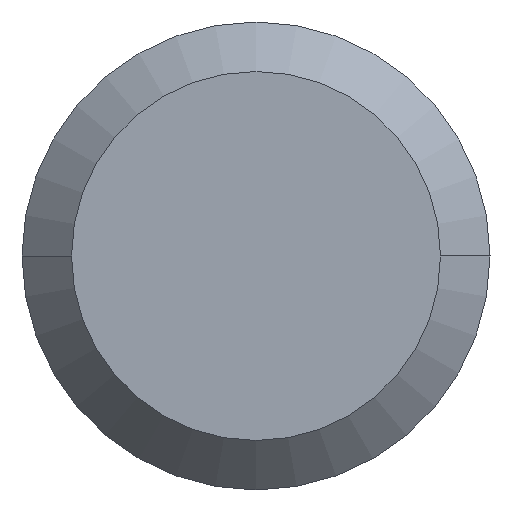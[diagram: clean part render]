
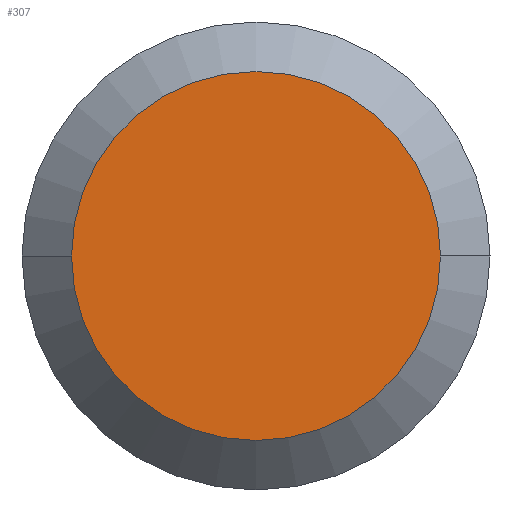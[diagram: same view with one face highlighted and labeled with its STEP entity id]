
A CAD part, left-side view. The second image highlights one B-rep face of the part: STEP entity #307.
In plain terms, the highlighted planar face has unit normal (-1, 0, 0).
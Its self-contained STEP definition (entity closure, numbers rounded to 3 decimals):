
#64 = VERTEX_POINT ( 'NONE', #200 ) ;
#116 = ORIENTED_EDGE ( 'NONE', *, *, #171, .F. ) ;
#126 = PLANE ( 'NONE',  #386 ) ;
#145 = EDGE_CURVE ( 'NONE', #341, #64, #342, .T. ) ;
#171 = EDGE_CURVE ( 'NONE', #64, #341, #345, .T. ) ;
#178 = EDGE_LOOP ( 'NONE', ( #417, #116 ) ) ;
#192 = CARTESIAN_POINT ( 'NONE',  ( 0., 2.365, 0. ) ) ;
#200 = CARTESIAN_POINT ( 'NONE',  ( 0., -2.365, 0. ) ) ;
#201 = DIRECTION ( 'NONE',  ( 0., 1., 0. ) ) ;
#219 = DIRECTION ( 'NONE',  ( 0., -1., 0. ) ) ;
#269 = DIRECTION ( 'NONE',  ( 1., 0., 0. ) ) ;
#284 = CARTESIAN_POINT ( 'NONE',  ( 0., 0., 0. ) ) ;
#307 = ADVANCED_FACE ( 'NONE', ( #373 ), #126, .T. ) ;
#308 = AXIS2_PLACEMENT_3D ( 'NONE', #400, #399, #201 ) ;
#309 = AXIS2_PLACEMENT_3D ( 'NONE', #403, #269, #335 ) ;
#318 = DIRECTION ( 'NONE',  ( -1., 0., 0. ) ) ;
#335 = DIRECTION ( 'NONE',  ( 0., 1., 0. ) ) ;
#341 = VERTEX_POINT ( 'NONE', #192 ) ;
#342 = CIRCLE ( 'NONE', #309, 2.365 ) ;
#345 = CIRCLE ( 'NONE', #308, 2.365 ) ;
#373 = FACE_OUTER_BOUND ( 'NONE', #178, .T. ) ;
#386 = AXIS2_PLACEMENT_3D ( 'NONE', #284, #318, #219 ) ;
#399 = DIRECTION ( 'NONE',  ( 1., 0., 0. ) ) ;
#400 = CARTESIAN_POINT ( 'NONE',  ( 0., 0., 0. ) ) ;
#403 = CARTESIAN_POINT ( 'NONE',  ( 0., 0., 0. ) ) ;
#417 = ORIENTED_EDGE ( 'NONE', *, *, #145, .F. ) ;
